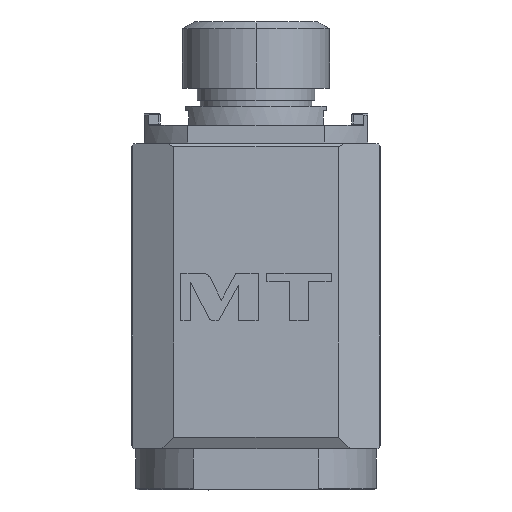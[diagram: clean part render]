
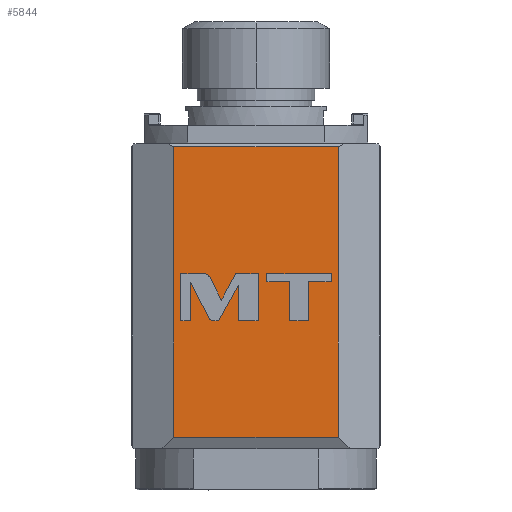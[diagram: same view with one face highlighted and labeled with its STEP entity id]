
A CAD part, left-side view. The second image highlights one B-rep face of the part: STEP entity #5844.
In plain terms, the highlighted planar face has unit normal (-1, 0, 0).
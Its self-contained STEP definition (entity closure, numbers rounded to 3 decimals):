
#773=DIRECTION('',(0.,1.,0.));
#774=VECTOR('',#773,56.);
#775=CARTESIAN_POINT('',(-99.,-28.,51.2));
#776=LINE('',#775,#774);
#777=DIRECTION('',(0.,0.,1.));
#778=VECTOR('',#777,98.7);
#779=CARTESIAN_POINT('',(-99.,-28.,-47.5));
#780=LINE('',#779,#778);
#781=DIRECTION('',(0.,-1.,0.));
#782=VECTOR('',#781,56.);
#783=CARTESIAN_POINT('',(-99.,28.,-47.5));
#784=LINE('',#783,#782);
#785=DIRECTION('',(0.,0.,1.));
#786=VECTOR('',#785,98.7);
#787=CARTESIAN_POINT('',(-99.,28.,-47.5));
#788=LINE('',#787,#786);
#789=CARTESIAN_POINT('',(-99.,15.816,6.958));
#790=CARTESIAN_POINT('',(-99.,16.148,7.601));
#791=CARTESIAN_POINT('',(-99.,16.804,8.));
#792=CARTESIAN_POINT('',(-99.,17.528,8.));
#794=DIRECTION('',(0.,1.,0.));
#795=VECTOR('',#794,8.043);
#796=CARTESIAN_POINT('',(-99.,17.528,8.));
#797=LINE('',#796,#795);
#798=DIRECTION('',(0.,0.,-1.));
#799=VECTOR('',#798,16.);
#800=CARTESIAN_POINT('',(-99.,25.571,8.));
#801=LINE('',#800,#799);
#802=DIRECTION('',(0.,-1.,0.));
#803=VECTOR('',#802,3.328);
#804=CARTESIAN_POINT('',(-99.,25.571,-8.));
#805=LINE('',#804,#803);
#806=DIRECTION('',(0.,0.,1.));
#807=VECTOR('',#806,12.962);
#808=CARTESIAN_POINT('',(-99.,22.243,-8.));
#809=LINE('',#808,#807);
#810=DIRECTION('',(0.,-0.459,-0.888));
#811=VECTOR('',#810,13.419);
#812=CARTESIAN_POINT('',(-99.,22.243,4.962));
#813=LINE('',#812,#811);
#814=CARTESIAN_POINT('',(-99.,16.08,-6.958));
#815=CARTESIAN_POINT('',(-99.,15.747,-7.601));
#816=CARTESIAN_POINT('',(-99.,15.091,-8.));
#817=CARTESIAN_POINT('',(-99.,14.367,-8.));
#819=DIRECTION('',(0.,-1.,0.));
#820=VECTOR('',#819,1.669);
#821=CARTESIAN_POINT('',(-99.,14.367,-8.));
#822=LINE('',#821,#820);
#823=DIRECTION('',(0.,-0.481,0.877));
#824=VECTOR('',#823,13.883);
#825=CARTESIAN_POINT('',(-99.,12.698,-8.));
#826=LINE('',#825,#824);
#827=DIRECTION('',(0.,0.,-1.));
#828=VECTOR('',#827,12.17);
#829=CARTESIAN_POINT('',(-99.,6.018,4.17));
#830=LINE('',#829,#828);
#831=DIRECTION('',(0.,-1.,0.));
#832=VECTOR('',#831,6.733);
#833=CARTESIAN_POINT('',(-99.,6.018,-8.));
#834=LINE('',#833,#832);
#835=DIRECTION('',(0.,0.,1.));
#836=VECTOR('',#835,16.);
#837=CARTESIAN_POINT('',(-99.,-0.715,-8.));
#838=LINE('',#837,#836);
#839=DIRECTION('',(0.,1.,0.));
#840=VECTOR('',#839,7.59);
#841=CARTESIAN_POINT('',(-99.,-0.715,8.));
#842=LINE('',#841,#840);
#843=DIRECTION('',(0.,0.481,-0.877));
#844=VECTOR('',#843,10.144);
#845=CARTESIAN_POINT('',(-99.,6.875,8.));
#846=LINE('',#845,#844);
#847=DIRECTION('',(0.,0.459,0.888));
#848=VECTOR('',#847,8.838);
#849=CARTESIAN_POINT('',(-99.,11.756,-0.893));
#850=LINE('',#849,#848);
#851=DIRECTION('',(0.,0.,-1.));
#852=VECTOR('',#851,13.275);
#853=CARTESIAN_POINT('',(-99.,-11.475,5.275));
#854=LINE('',#853,#852);
#855=DIRECTION('',(0.,-1.,0.));
#856=VECTOR('',#855,6.337);
#857=CARTESIAN_POINT('',(-99.,-11.475,-8.));
#858=LINE('',#857,#856);
#859=DIRECTION('',(0.,0.,1.));
#860=VECTOR('',#859,13.275);
#861=CARTESIAN_POINT('',(-99.,-17.812,-8.));
#862=LINE('',#861,#860);
#863=DIRECTION('',(0.,-1.,0.));
#864=VECTOR('',#863,7.757);
#865=CARTESIAN_POINT('',(-99.,-17.812,5.275));
#866=LINE('',#865,#864);
#867=DIRECTION('',(0.,0.,1.));
#868=VECTOR('',#867,2.725);
#869=CARTESIAN_POINT('',(-99.,-25.569,5.275));
#870=LINE('',#869,#868);
#871=DIRECTION('',(0.,1.,0.));
#872=VECTOR('',#871,21.851);
#873=CARTESIAN_POINT('',(-99.,-25.569,8.));
#874=LINE('',#873,#872);
#875=DIRECTION('',(0.,0.,-1.));
#876=VECTOR('',#875,2.725);
#877=CARTESIAN_POINT('',(-99.,-3.718,8.));
#878=LINE('',#877,#876);
#879=DIRECTION('',(0.,-1.,0.));
#880=VECTOR('',#879,7.757);
#881=CARTESIAN_POINT('',(-99.,-3.718,5.275));
#882=LINE('',#881,#880);
#4151=CARTESIAN_POINT('',(-99.,-28.,-47.5));
#4153=VERTEX_POINT('',#4151);
#4157=CARTESIAN_POINT('',(-99.,28.,-47.5));
#4158=VERTEX_POINT('',#4157);
#4163=CARTESIAN_POINT('',(-99.,-28.,51.2));
#4164=VERTEX_POINT('',#4163);
#4165=CARTESIAN_POINT('',(-99.,28.,51.2));
#4166=VERTEX_POINT('',#4165);
#4902=CARTESIAN_POINT('',(-99.,15.816,6.958));
#4903=VERTEX_POINT('',#4902);
#4904=CARTESIAN_POINT('',(-99.,17.528,8.));
#4905=VERTEX_POINT('',#4904);
#4906=CARTESIAN_POINT('',(-99.,25.571,8.));
#4907=VERTEX_POINT('',#4906);
#4908=CARTESIAN_POINT('',(-99.,25.571,-8.));
#4909=VERTEX_POINT('',#4908);
#4910=CARTESIAN_POINT('',(-99.,22.243,-8.));
#4911=VERTEX_POINT('',#4910);
#4912=CARTESIAN_POINT('',(-99.,22.243,4.962));
#4913=VERTEX_POINT('',#4912);
#4914=CARTESIAN_POINT('',(-99.,16.08,-6.958));
#4915=VERTEX_POINT('',#4914);
#4916=CARTESIAN_POINT('',(-99.,14.367,-8.));
#4917=VERTEX_POINT('',#4916);
#4918=CARTESIAN_POINT('',(-99.,12.698,-8.));
#4919=VERTEX_POINT('',#4918);
#4920=CARTESIAN_POINT('',(-99.,6.018,4.17));
#4921=VERTEX_POINT('',#4920);
#4922=CARTESIAN_POINT('',(-99.,6.018,-8.));
#4923=VERTEX_POINT('',#4922);
#4924=CARTESIAN_POINT('',(-99.,-0.715,-8.));
#4925=VERTEX_POINT('',#4924);
#4926=CARTESIAN_POINT('',(-99.,-0.715,8.));
#4927=VERTEX_POINT('',#4926);
#4928=CARTESIAN_POINT('',(-99.,6.875,8.));
#4929=VERTEX_POINT('',#4928);
#4930=CARTESIAN_POINT('',(-99.,11.756,-0.893));
#4931=VERTEX_POINT('',#4930);
#4932=CARTESIAN_POINT('',(-99.,-11.475,5.275));
#4933=VERTEX_POINT('',#4932);
#4934=CARTESIAN_POINT('',(-99.,-11.475,-8.));
#4935=VERTEX_POINT('',#4934);
#4936=CARTESIAN_POINT('',(-99.,-17.812,-8.));
#4937=VERTEX_POINT('',#4936);
#4938=CARTESIAN_POINT('',(-99.,-17.812,5.275));
#4939=VERTEX_POINT('',#4938);
#4940=CARTESIAN_POINT('',(-99.,-25.569,5.275));
#4941=VERTEX_POINT('',#4940);
#4942=CARTESIAN_POINT('',(-99.,-25.569,8.));
#4943=VERTEX_POINT('',#4942);
#4944=CARTESIAN_POINT('',(-99.,-3.718,8.));
#4945=VERTEX_POINT('',#4944);
#4946=CARTESIAN_POINT('',(-99.,-3.718,5.275));
#4947=VERTEX_POINT('',#4946);
#5782=CARTESIAN_POINT('',(-99.,0.,0.));
#5783=DIRECTION('',(1.,0.,0.));
#5784=DIRECTION('',(0.,1.,0.));
#5785=AXIS2_PLACEMENT_3D('',#5782,#5783,#5784);
#5786=PLANE('',#5785);
#5787=ORIENTED_EDGE('',*,*,#5542,.F.);
#5788=ORIENTED_EDGE('',*,*,#5529,.F.);
#5790=ORIENTED_EDGE('',*,*,#5789,.F.);
#5791=ORIENTED_EDGE('',*,*,#5767,.T.);
#5792=EDGE_LOOP('',(#5787,#5788,#5790,#5791));
#5793=FACE_OUTER_BOUND('',#5792,.F.);
#5795=ORIENTED_EDGE('',*,*,#5794,.T.);
#5797=ORIENTED_EDGE('',*,*,#5796,.T.);
#5799=ORIENTED_EDGE('',*,*,#5798,.T.);
#5801=ORIENTED_EDGE('',*,*,#5800,.T.);
#5803=ORIENTED_EDGE('',*,*,#5802,.T.);
#5805=ORIENTED_EDGE('',*,*,#5804,.T.);
#5807=ORIENTED_EDGE('',*,*,#5806,.T.);
#5809=ORIENTED_EDGE('',*,*,#5808,.T.);
#5811=ORIENTED_EDGE('',*,*,#5810,.T.);
#5813=ORIENTED_EDGE('',*,*,#5812,.T.);
#5815=ORIENTED_EDGE('',*,*,#5814,.T.);
#5817=ORIENTED_EDGE('',*,*,#5816,.T.);
#5819=ORIENTED_EDGE('',*,*,#5818,.T.);
#5821=ORIENTED_EDGE('',*,*,#5820,.T.);
#5823=ORIENTED_EDGE('',*,*,#5822,.T.);
#5824=EDGE_LOOP('',(#5795,#5797,#5799,#5801,#5803,#5805,#5807,#5809,#5811,#5813,
#5815,#5817,#5819,#5821,#5823));
#5825=FACE_BOUND('',#5824,.F.);
#5827=ORIENTED_EDGE('',*,*,#5826,.T.);
#5829=ORIENTED_EDGE('',*,*,#5828,.T.);
#5831=ORIENTED_EDGE('',*,*,#5830,.T.);
#5833=ORIENTED_EDGE('',*,*,#5832,.T.);
#5835=ORIENTED_EDGE('',*,*,#5834,.T.);
#5837=ORIENTED_EDGE('',*,*,#5836,.T.);
#5839=ORIENTED_EDGE('',*,*,#5838,.T.);
#5841=ORIENTED_EDGE('',*,*,#5840,.T.);
#5842=EDGE_LOOP('',(#5827,#5829,#5831,#5833,#5835,#5837,#5839,#5841));
#5843=FACE_BOUND('',#5842,.F.);
#5844=ADVANCED_FACE('',(#5793,#5825,#5843),#5786,.F.);
#793=B_SPLINE_CURVE_WITH_KNOTS('',3,(#789,#790,#791,#792),.UNSPECIFIED.,.F.,.F.,
(4,4),(0.,1.),.UNSPECIFIED.);
#818=B_SPLINE_CURVE_WITH_KNOTS('',3,(#814,#815,#816,#817),.UNSPECIFIED.,.F.,.F.,
(4,4),(0.,1.),.UNSPECIFIED.);
#5529=EDGE_CURVE('',#4153,#4164,#780,.T.);
#5542=EDGE_CURVE('',#4164,#4166,#776,.T.);
#5767=EDGE_CURVE('',#4158,#4166,#788,.T.);
#5789=EDGE_CURVE('',#4158,#4153,#784,.T.);
#5794=EDGE_CURVE('',#4903,#4905,#793,.T.);
#5796=EDGE_CURVE('',#4905,#4907,#797,.T.);
#5798=EDGE_CURVE('',#4907,#4909,#801,.T.);
#5800=EDGE_CURVE('',#4909,#4911,#805,.T.);
#5802=EDGE_CURVE('',#4911,#4913,#809,.T.);
#5804=EDGE_CURVE('',#4913,#4915,#813,.T.);
#5806=EDGE_CURVE('',#4915,#4917,#818,.T.);
#5808=EDGE_CURVE('',#4917,#4919,#822,.T.);
#5810=EDGE_CURVE('',#4919,#4921,#826,.T.);
#5812=EDGE_CURVE('',#4921,#4923,#830,.T.);
#5814=EDGE_CURVE('',#4923,#4925,#834,.T.);
#5816=EDGE_CURVE('',#4925,#4927,#838,.T.);
#5818=EDGE_CURVE('',#4927,#4929,#842,.T.);
#5820=EDGE_CURVE('',#4929,#4931,#846,.T.);
#5822=EDGE_CURVE('',#4931,#4903,#850,.T.);
#5826=EDGE_CURVE('',#4933,#4935,#854,.T.);
#5828=EDGE_CURVE('',#4935,#4937,#858,.T.);
#5830=EDGE_CURVE('',#4937,#4939,#862,.T.);
#5832=EDGE_CURVE('',#4939,#4941,#866,.T.);
#5834=EDGE_CURVE('',#4941,#4943,#870,.T.);
#5836=EDGE_CURVE('',#4943,#4945,#874,.T.);
#5838=EDGE_CURVE('',#4945,#4947,#878,.T.);
#5840=EDGE_CURVE('',#4947,#4933,#882,.T.);
